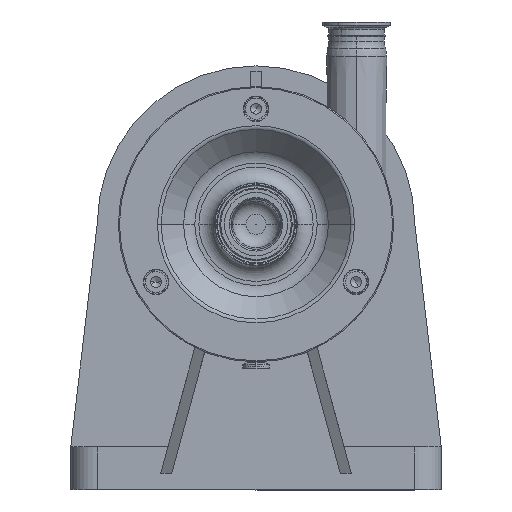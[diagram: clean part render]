
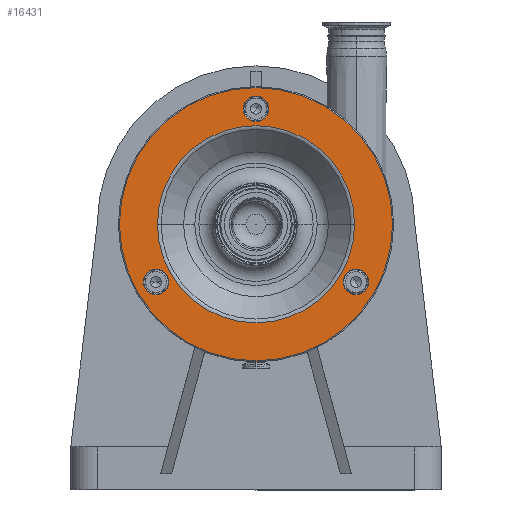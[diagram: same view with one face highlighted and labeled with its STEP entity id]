
A CAD part, top view. The second image highlights one B-rep face of the part: STEP entity #16431.
In plain terms, the highlighted planar face has unit normal (0, 0, 1).
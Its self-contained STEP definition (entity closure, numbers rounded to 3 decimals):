
#409 = CIRCLE ( 'NONE', #12958, 129. ) ;
#521 = DIRECTION ( 'NONE',  ( -1., 0., 0. ) ) ;
#1313 = CIRCLE ( 'NONE', #11174, 12. ) ;
#1365 = DIRECTION ( 'NONE',  ( -1., 0., 0. ) ) ;
#1439 = ORIENTED_EDGE ( 'NONE', *, *, #18148, .T. ) ;
#1669 = EDGE_CURVE ( 'NONE', #8854, #7672, #4163, .T. ) ;
#1746 = CARTESIAN_POINT ( 'NONE',  ( -129., 250., 93.5 ) ) ;
#1776 = DIRECTION ( 'NONE',  ( 0., 0., -1. ) ) ;
#1886 = DIRECTION ( 'NONE',  ( -1., 0., 0. ) ) ;
#2023 = DIRECTION ( 'NONE',  ( -1., 0., 0. ) ) ;
#2116 = EDGE_CURVE ( 'NONE', #7374, #14730, #8651, .T. ) ;
#2121 = EDGE_LOOP ( 'NONE', ( #10930, #11057 ) ) ;
#2125 = VERTEX_POINT ( 'NONE', #2600 ) ;
#2146 = CIRCLE ( 'NONE', #6615, 12. ) ;
#2600 = CARTESIAN_POINT ( 'NONE',  ( 82.397, 195.5, 93.5 ) ) ;
#2757 = CIRCLE ( 'NONE', #16796, 12. ) ;
#3106 = FACE_BOUND ( 'NONE', #15722, .T. ) ;
#3116 = CARTESIAN_POINT ( 'NONE',  ( -106.397, 195.5, 93.5 ) ) ;
#3312 = CIRCLE ( 'NONE', #9884, 93.071 ) ;
#3325 = DIRECTION ( 'NONE',  ( 0., 0., -1. ) ) ;
#3460 = ORIENTED_EDGE ( 'NONE', *, *, #5961, .T. ) ;
#3601 = DIRECTION ( 'NONE',  ( 0., 0., -1. ) ) ;
#3746 = EDGE_CURVE ( 'NONE', #11778, #5674, #15901, .T. ) ;
#4045 = VERTEX_POINT ( 'NONE', #13354 ) ;
#4121 = CARTESIAN_POINT ( 'NONE',  ( 0., 359., 93.5 ) ) ;
#4163 = CIRCLE ( 'NONE', #6558, 93.071 ) ;
#4265 = CARTESIAN_POINT ( 'NONE',  ( 12., 359., 93.5 ) ) ;
#4411 = CARTESIAN_POINT ( 'NONE',  ( 0., 379., 93.5 ) ) ;
#4493 = EDGE_LOOP ( 'NONE', ( #1439, #5419 ) ) ;
#4598 = FACE_OUTER_BOUND ( 'NONE', #2121, .T. ) ;
#4685 = DIRECTION ( 'NONE',  ( 0., 0., -1. ) ) ;
#5293 = AXIS2_PLACEMENT_3D ( 'NONE', #4411, #1776, #1886 ) ;
#5305 = DIRECTION ( 'NONE',  ( -1., 0., 0. ) ) ;
#5419 = ORIENTED_EDGE ( 'NONE', *, *, #2116, .T. ) ;
#5619 = DIRECTION ( 'NONE',  ( 0., 0., -1. ) ) ;
#5627 = EDGE_LOOP ( 'NONE', ( #12825, #3460 ) ) ;
#5674 = VERTEX_POINT ( 'NONE', #4265 ) ;
#5704 = CARTESIAN_POINT ( 'NONE',  ( 93.071, 250., 93.5 ) ) ;
#5961 = EDGE_CURVE ( 'NONE', #7672, #8854, #3312, .T. ) ;
#6223 = CARTESIAN_POINT ( 'NONE',  ( -94.397, 195.5, 93.5 ) ) ;
#6395 = ORIENTED_EDGE ( 'NONE', *, *, #7556, .T. ) ;
#6558 = AXIS2_PLACEMENT_3D ( 'NONE', #17589, #4685, #1365 ) ;
#6615 = AXIS2_PLACEMENT_3D ( 'NONE', #6223, #16401, #521 ) ;
#6747 = DIRECTION ( 'NONE',  ( -1., 0., 0. ) ) ;
#7374 = VERTEX_POINT ( 'NONE', #3116 ) ;
#7556 = EDGE_CURVE ( 'NONE', #5674, #11778, #2757, .T. ) ;
#7657 = DIRECTION ( 'NONE',  ( 0., 0., -1. ) ) ;
#7672 = VERTEX_POINT ( 'NONE', #5704 ) ;
#7744 = CARTESIAN_POINT ( 'NONE',  ( 0., 250., 93.5 ) ) ;
#8149 = DIRECTION ( 'NONE',  ( -1., 0., 0. ) ) ;
#8549 = EDGE_CURVE ( 'NONE', #9431, #2125, #1313, .T. ) ;
#8621 = EDGE_CURVE ( 'NONE', #4045, #15076, #409, .T. ) ;
#8651 = CIRCLE ( 'NONE', #9254, 12. ) ;
#8854 = VERTEX_POINT ( 'NONE', #12789 ) ;
#9254 = AXIS2_PLACEMENT_3D ( 'NONE', #15409, #18116, #5305 ) ;
#9311 = DIRECTION ( 'NONE',  ( -1., 0., 0. ) ) ;
#9431 = VERTEX_POINT ( 'NONE', #18133 ) ;
#9733 = DIRECTION ( 'NONE',  ( 0., 0., -1. ) ) ;
#9827 = ORIENTED_EDGE ( 'NONE', *, *, #8549, .T. ) ;
#9864 = ORIENTED_EDGE ( 'NONE', *, *, #3746, .T. ) ;
#9884 = AXIS2_PLACEMENT_3D ( 'NONE', #16415, #3601, #9311 ) ;
#9913 = DIRECTION ( 'NONE',  ( -1., 0., 0. ) ) ;
#10213 = CIRCLE ( 'NONE', #17401, 12. ) ;
#10459 = FACE_BOUND ( 'NONE', #4493, .T. ) ;
#10930 = ORIENTED_EDGE ( 'NONE', *, *, #12982, .F. ) ;
#11024 = DIRECTION ( 'NONE',  ( 0., 0., -1. ) ) ;
#11057 = ORIENTED_EDGE ( 'NONE', *, *, #8621, .F. ) ;
#11174 = AXIS2_PLACEMENT_3D ( 'NONE', #18236, #5619, #12643 ) ;
#11261 = CARTESIAN_POINT ( 'NONE',  ( -82.397, 195.5, 93.5 ) ) ;
#11778 = VERTEX_POINT ( 'NONE', #15351 ) ;
#12574 = AXIS2_PLACEMENT_3D ( 'NONE', #13729, #11024, #6747 ) ;
#12643 = DIRECTION ( 'NONE',  ( -1., 0., 0. ) ) ;
#12789 = CARTESIAN_POINT ( 'NONE',  ( -93.071, 250., 93.5 ) ) ;
#12825 = ORIENTED_EDGE ( 'NONE', *, *, #1669, .T. ) ;
#12922 = EDGE_LOOP ( 'NONE', ( #9827, #15762 ) ) ;
#12958 = AXIS2_PLACEMENT_3D ( 'NONE', #14135, #15239, #9913 ) ;
#12982 = EDGE_CURVE ( 'NONE', #15076, #4045, #14711, .T. ) ;
#13097 = FACE_BOUND ( 'NONE', #5627, .T. ) ;
#13354 = CARTESIAN_POINT ( 'NONE',  ( 129., 250., 93.5 ) ) ;
#13429 = CARTESIAN_POINT ( 'NONE',  ( 94.397, 195.5, 93.5 ) ) ;
#13729 = CARTESIAN_POINT ( 'NONE',  ( 0., 359., 93.5 ) ) ;
#14135 = CARTESIAN_POINT ( 'NONE',  ( 0., 250., 93.5 ) ) ;
#14505 = FACE_BOUND ( 'NONE', #12922, .T. ) ;
#14711 = CIRCLE ( 'NONE', #16199, 129. ) ;
#14730 = VERTEX_POINT ( 'NONE', #11261 ) ;
#15076 = VERTEX_POINT ( 'NONE', #1746 ) ;
#15239 = DIRECTION ( 'NONE',  ( 0., 0., -1. ) ) ;
#15351 = CARTESIAN_POINT ( 'NONE',  ( -12., 359., 93.5 ) ) ;
#15409 = CARTESIAN_POINT ( 'NONE',  ( -94.397, 195.5, 93.5 ) ) ;
#15722 = EDGE_LOOP ( 'NONE', ( #6395, #9864 ) ) ;
#15762 = ORIENTED_EDGE ( 'NONE', *, *, #18479, .T. ) ;
#15901 = CIRCLE ( 'NONE', #12574, 12. ) ;
#15978 = DIRECTION ( 'NONE',  ( -1., 0., 0. ) ) ;
#15995 = PLANE ( 'NONE',  #5293 ) ;
#16199 = AXIS2_PLACEMENT_3D ( 'NONE', #7744, #7657, #15978 ) ;
#16401 = DIRECTION ( 'NONE',  ( 0., 0., -1. ) ) ;
#16415 = CARTESIAN_POINT ( 'NONE',  ( 0., 250., 93.5 ) ) ;
#16431 = ADVANCED_FACE ( 'NONE', ( #14505, #10459, #3106, #4598, #13097 ), #15995, .F. ) ;
#16796 = AXIS2_PLACEMENT_3D ( 'NONE', #4121, #9733, #8149 ) ;
#17401 = AXIS2_PLACEMENT_3D ( 'NONE', #13429, #3325, #2023 ) ;
#17589 = CARTESIAN_POINT ( 'NONE',  ( 0., 250., 93.5 ) ) ;
#18116 = DIRECTION ( 'NONE',  ( 0., 0., -1. ) ) ;
#18133 = CARTESIAN_POINT ( 'NONE',  ( 106.397, 195.5, 93.5 ) ) ;
#18148 = EDGE_CURVE ( 'NONE', #14730, #7374, #2146, .T. ) ;
#18236 = CARTESIAN_POINT ( 'NONE',  ( 94.397, 195.5, 93.5 ) ) ;
#18479 = EDGE_CURVE ( 'NONE', #2125, #9431, #10213, .T. ) ;
